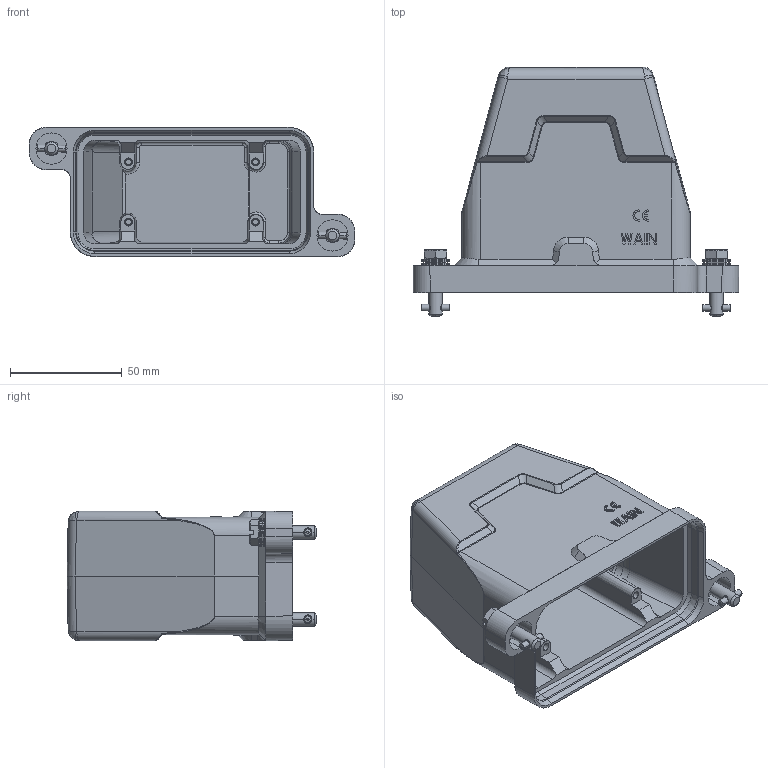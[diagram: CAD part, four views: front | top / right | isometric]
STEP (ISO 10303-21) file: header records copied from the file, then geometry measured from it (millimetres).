
FILE_DESCRIPTION(/* description */ (''),/* implementation_level */ '2;1');
FILE_NAME(/* name */ '3D_1136105405004_HP10B_H-SEH-2T-M32_V1.1.STP',/* time_stamp */ '2024-01-20T14:34:15+08:00',/* author */ (''),/* organization */ (''),/* preprocessor_version */ 'ST-DEVELOPER v18.1',/* originating_system */ 'SIEMENS PLM Software NX 1980',/* authorisation */ '');
FILE_SCHEMA (('AP203_CONFIGURATION_CONTROLLED_3D_DESIGN_OF_MECHANICAL_PARTS_AND_ASSEMBLIES_MIM_LF { 1 0 10303 403 2 1 2}'));
Length unit declared in the file: millimetre
Products named in the file (1): temp1
Bounding box: 146 x 111.95 x 58 mm (x, y, z)
Volume: 176130 mm3; surface area: 70942.7 mm2
Topology: 3 solids, 7 shells, 773 faces, 2024 edges, 1291 vertices
Faces by surface type: plane 391, cylinder 206, cone 68, bspline 62, torus 38, sphere 8
Entity records: 31359 total; most frequent: CARTESIAN_POINT 13860, ORIENTED_EDGE 4048, DIRECTION 2966, EDGE_CURVE 2024, VERTEX_POINT 1291, AXIS2_PLACEMENT_3D 996, LINE 974, VECTOR 974
